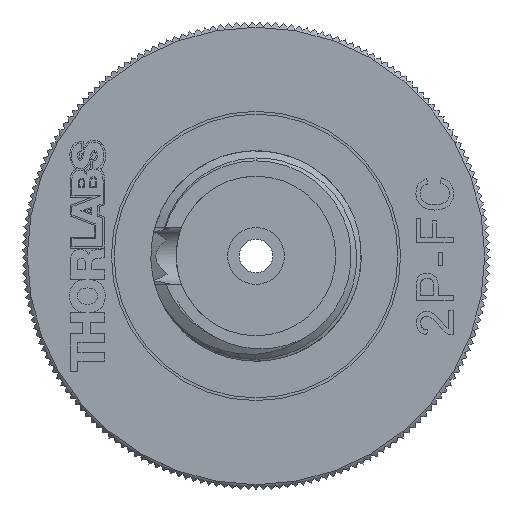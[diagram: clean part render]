
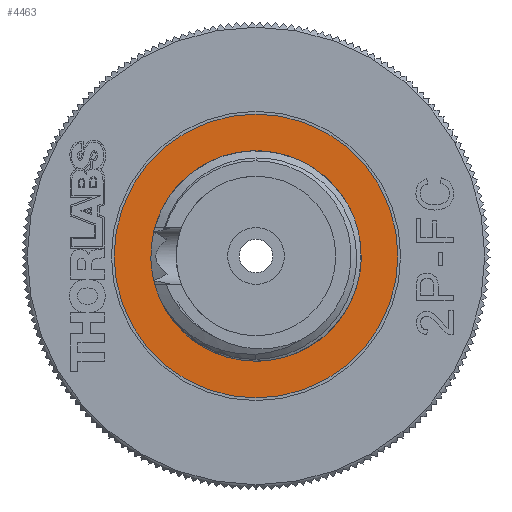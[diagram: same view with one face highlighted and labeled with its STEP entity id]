
A CAD part, left-side view. The second image highlights one B-rep face of the part: STEP entity #4463.
In plain terms, the highlighted planar face has unit normal (-1, 0, 0).
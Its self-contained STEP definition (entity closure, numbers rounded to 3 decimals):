
#1091 = EDGE_CURVE ( 'NONE', #47605, #16459, #42960, .T. ) ;
#4446 = DIRECTION ( 'NONE',  ( 0., 0., -1. ) ) ;
#4463 = ADVANCED_FACE ( 'NONE', ( #32667, #31240 ), #37303, .T. ) ;
#11430 = CIRCLE ( 'NONE', #65924, 3.5 ) ;
#15911 = DIRECTION ( 'NONE',  ( -1., 0., 0. ) ) ;
#16459 = VERTEX_POINT ( 'NONE', #41716 ) ;
#17941 = VERTEX_POINT ( 'NONE', #39242 ) ;
#20782 = ORIENTED_EDGE ( 'NONE', *, *, #63866, .F. ) ;
#20980 = CARTESIAN_POINT ( 'NONE',  ( -4.054, 0., 0. ) ) ;
#24678 = AXIS2_PLACEMENT_3D ( 'NONE', #26585, #15911, #30838 ) ;
#24742 = CARTESIAN_POINT ( 'NONE',  ( -4.054, 0., 0. ) ) ;
#26585 = CARTESIAN_POINT ( 'NONE',  ( -4.054, 0., 0. ) ) ;
#30377 = DIRECTION ( 'NONE',  ( -1., 0., 0. ) ) ;
#30838 = DIRECTION ( 'NONE',  ( 0., 0., -1. ) ) ;
#31240 = FACE_BOUND ( 'NONE', #44545, .T. ) ;
#31426 = DIRECTION ( 'NONE',  ( -1., 0., 0. ) ) ;
#31947 = DIRECTION ( 'NONE',  ( -1., 0., 0. ) ) ;
#32667 = FACE_OUTER_BOUND ( 'NONE', #38727, .T. ) ;
#34801 = AXIS2_PLACEMENT_3D ( 'NONE', #68795, #41639, #38086 ) ;
#37303 = PLANE ( 'NONE',  #64885 ) ;
#37695 = ORIENTED_EDGE ( 'NONE', *, *, #1091, .T. ) ;
#38086 = DIRECTION ( 'NONE',  ( 0., 0., -1. ) ) ;
#38727 = EDGE_LOOP ( 'NONE', ( #37695, #38976 ) ) ;
#38976 = ORIENTED_EDGE ( 'NONE', *, *, #65590, .T. ) ;
#39242 = CARTESIAN_POINT ( 'NONE',  ( -4.054, 0., 3.5 ) ) ;
#41639 = DIRECTION ( 'NONE',  ( -1., 0., 0. ) ) ;
#41716 = CARTESIAN_POINT ( 'NONE',  ( -4.054, 0., 5.397 ) ) ;
#42960 = CIRCLE ( 'NONE', #57783, 5.397 ) ;
#43255 = CARTESIAN_POINT ( 'NONE',  ( -4.054, 0., -5.397 ) ) ;
#44545 = EDGE_LOOP ( 'NONE', ( #56162, #20782 ) ) ;
#47113 = CARTESIAN_POINT ( 'NONE',  ( -4.054, 0., 0. ) ) ;
#47605 = VERTEX_POINT ( 'NONE', #43255 ) ;
#48460 = CIRCLE ( 'NONE', #34801, 3.5 ) ;
#50844 = CIRCLE ( 'NONE', #24678, 5.397 ) ;
#52127 = VERTEX_POINT ( 'NONE', #62812 ) ;
#53739 = DIRECTION ( 'NONE',  ( 0., 0., -1. ) ) ;
#56162 = ORIENTED_EDGE ( 'NONE', *, *, #60154, .F. ) ;
#57783 = AXIS2_PLACEMENT_3D ( 'NONE', #47113, #30377, #58550 ) ;
#58550 = DIRECTION ( 'NONE',  ( 0., 0., -1. ) ) ;
#60154 = EDGE_CURVE ( 'NONE', #52127, #17941, #11430, .T. ) ;
#62812 = CARTESIAN_POINT ( 'NONE',  ( -4.054, 0., -3.5 ) ) ;
#63866 = EDGE_CURVE ( 'NONE', #17941, #52127, #48460, .T. ) ;
#64885 = AXIS2_PLACEMENT_3D ( 'NONE', #20980, #31947, #53739 ) ;
#65590 = EDGE_CURVE ( 'NONE', #16459, #47605, #50844, .T. ) ;
#65924 = AXIS2_PLACEMENT_3D ( 'NONE', #24742, #31426, #4446 ) ;
#68795 = CARTESIAN_POINT ( 'NONE',  ( -4.054, 0., 0. ) ) ;
